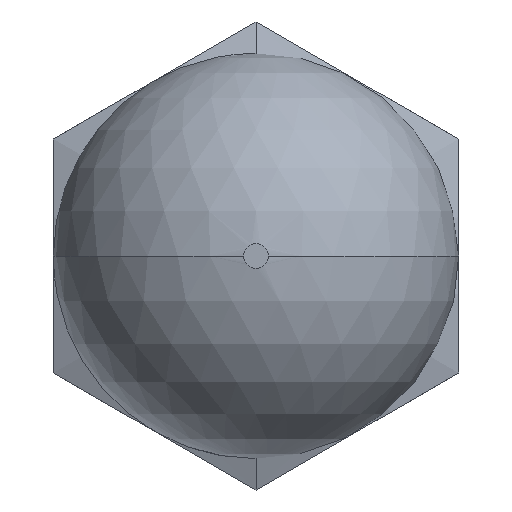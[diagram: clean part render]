
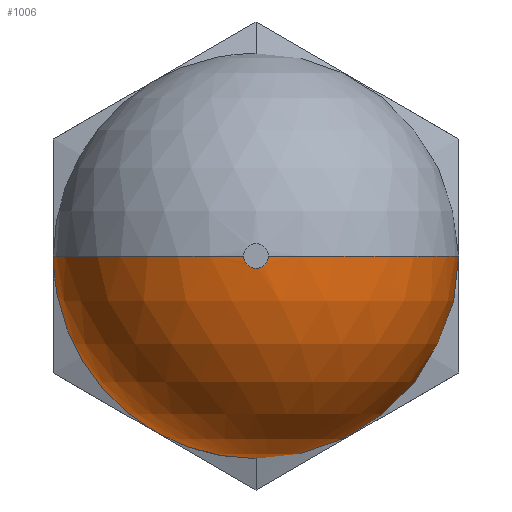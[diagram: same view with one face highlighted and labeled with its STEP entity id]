
A CAD part, front view. The second image highlights one B-rep face of the part: STEP entity #1006.
In plain terms, the highlighted spherical face has radius 11 mm.
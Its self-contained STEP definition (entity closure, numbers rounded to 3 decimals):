
#21 = CIRCLE ( 'NONE', #794, 7.5 ) ;
#35 = AXIS2_PLACEMENT_3D ( 'NONE', #1001, #987, #986 ) ;
#43 = ORIENTED_EDGE ( 'NONE', *, *, #135, .T. ) ;
#52 = CIRCLE ( 'NONE', #871, 11. ) ;
#112 = EDGE_CURVE ( 'NONE', #623, #441, #167, .T. ) ;
#115 = EDGE_CURVE ( 'NONE', #623, #858, #52, .T. ) ;
#130 = EDGE_CURVE ( 'NONE', #865, #609, #21, .T. ) ;
#135 = EDGE_CURVE ( 'NONE', #441, #609, #528, .T. ) ;
#167 = CIRCLE ( 'NONE', #35, 0.663 ) ;
#176 = CARTESIAN_POINT ( 'NONE',  ( 0., -21.047, 0. ) ) ;
#183 = ORIENTED_EDGE ( 'NONE', *, *, #408, .F. ) ;
#188 = CARTESIAN_POINT ( 'NONE',  ( -0.663, -32.027, 0. ) ) ;
#208 = AXIS2_PLACEMENT_3D ( 'NONE', #176, #222, #242 ) ;
#222 = DIRECTION ( 'NONE',  ( 0., 0., 1. ) ) ;
#223 = DIRECTION ( 'NONE',  ( 0., 0., 1. ) ) ;
#226 = DIRECTION ( 'NONE',  ( 0., 1., 0. ) ) ;
#227 = SPHERICAL_SURFACE ( 'NONE', #208, 11. ) ;
#229 = CARTESIAN_POINT ( 'NONE',  ( 0., -13., 0. ) ) ;
#240 = FACE_OUTER_BOUND ( 'NONE', #250, .T. ) ;
#242 = DIRECTION ( 'NONE',  ( -1., 0., 0. ) ) ;
#250 = EDGE_LOOP ( 'NONE', ( #563, #919, #43, #846, #183 ) ) ;
#408 = EDGE_CURVE ( 'NONE', #858, #865, #431, .T. ) ;
#431 = CIRCLE ( 'NONE', #672, 7.5 ) ;
#441 = VERTEX_POINT ( 'NONE', #188 ) ;
#526 = CARTESIAN_POINT ( 'NONE',  ( 0.663, -32.027, 0. ) ) ;
#528 = CIRCLE ( 'NONE', #791, 11. ) ;
#563 = ORIENTED_EDGE ( 'NONE', *, *, #115, .F. ) ;
#576 = CARTESIAN_POINT ( 'NONE',  ( -7.5, -13., 0. ) ) ;
#599 = CARTESIAN_POINT ( 'NONE',  ( 0., -13., -7.5 ) ) ;
#604 = CARTESIAN_POINT ( 'NONE',  ( 7.5, -13., 0. ) ) ;
#609 = VERTEX_POINT ( 'NONE', #576 ) ;
#623 = VERTEX_POINT ( 'NONE', #526 ) ;
#672 = AXIS2_PLACEMENT_3D ( 'NONE', #229, #226, #223 ) ;
#791 = AXIS2_PLACEMENT_3D ( 'NONE', #914, #910, #909 ) ;
#794 = AXIS2_PLACEMENT_3D ( 'NONE', #938, #927, #917 ) ;
#846 = ORIENTED_EDGE ( 'NONE', *, *, #130, .F. ) ;
#858 = VERTEX_POINT ( 'NONE', #604 ) ;
#865 = VERTEX_POINT ( 'NONE', #599 ) ;
#871 = AXIS2_PLACEMENT_3D ( 'NONE', #965, #959, #958 ) ;
#909 = DIRECTION ( 'NONE',  ( -1., 0., 0. ) ) ;
#910 = DIRECTION ( 'NONE',  ( 0., 0., -1. ) ) ;
#914 = CARTESIAN_POINT ( 'NONE',  ( 0., -21.047, 0. ) ) ;
#917 = DIRECTION ( 'NONE',  ( 0., 0., 1. ) ) ;
#919 = ORIENTED_EDGE ( 'NONE', *, *, #112, .T. ) ;
#927 = DIRECTION ( 'NONE',  ( 0., 1., 0. ) ) ;
#938 = CARTESIAN_POINT ( 'NONE',  ( 0., -13., 0. ) ) ;
#958 = DIRECTION ( 'NONE',  ( 1., 0., 0. ) ) ;
#959 = DIRECTION ( 'NONE',  ( 0., 0., 1. ) ) ;
#965 = CARTESIAN_POINT ( 'NONE',  ( 0., -21.047, 0. ) ) ;
#986 = DIRECTION ( 'NONE',  ( 0., 0., 1. ) ) ;
#987 = DIRECTION ( 'NONE',  ( 0., 1., 0. ) ) ;
#1001 = CARTESIAN_POINT ( 'NONE',  ( 0., -32.027, 0. ) ) ;
#1006 = ADVANCED_FACE ( 'NONE', ( #240 ), #227, .T. ) ;
